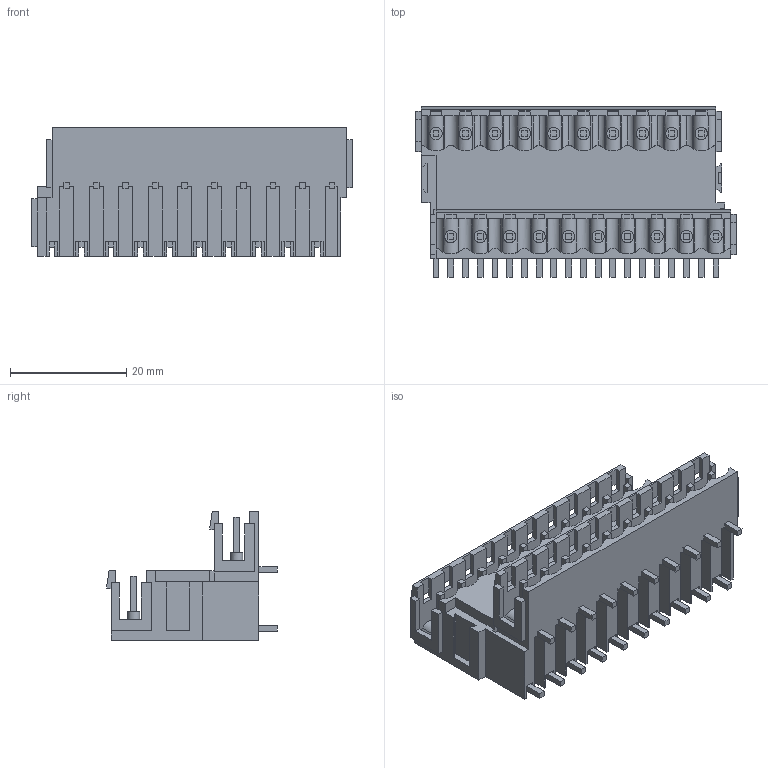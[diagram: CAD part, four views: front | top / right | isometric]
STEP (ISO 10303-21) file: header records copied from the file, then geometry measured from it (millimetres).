
FILE_DESCRIPTION(('CATIA V5 STEP Exchange','CAx-IF Rec.Pracs.--- Model Styling and Organization---1.2---2011-12-15'),'2;1');
FILE_NAME ('D1454982_0_1726360000_1726360000.stp','2017-09-26T13:21:47+00:00',('none'),('Weidmueller'),'CATIA Version 5-6 Release 2014','CATIA V5 STEP AP214','none');
FILE_SCHEMA(('AUTOMOTIVE_DESIGN { 1 0 10303 214 1 1 1 1 }'));
Length unit declared in the file: millimetre
Products named in the file (1): 1726360000
Bounding box: 55.3 x 29.41 x 22.16 mm (x, y, z)
Volume: 11960.7 mm3; surface area: 14097.8 mm2
Topology: 21 solids, 21 shells, 795 faces, 2648 edges, 1837 vertices
Faces by surface type: plane 667, cylinder 128
Entity records: 28581 total; most frequent: CARTESIAN_POINT 6893, ORIENTED_EDGE 5296, DIRECTION 3347, EDGE_CURVE 2648, VECTOR 2281, LINE 2281, VERTEX_POINT 1837, EDGE_LOOP 837
